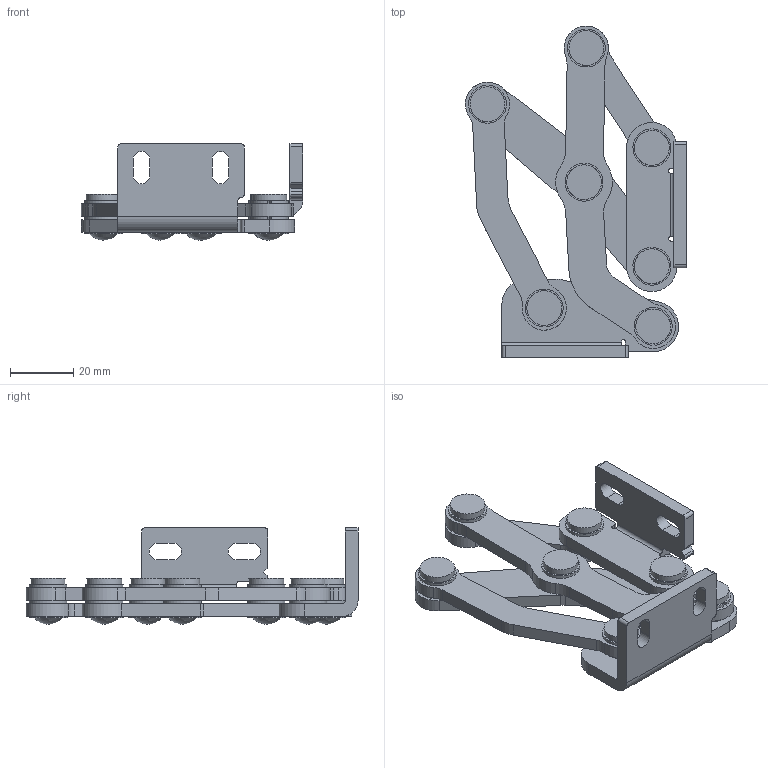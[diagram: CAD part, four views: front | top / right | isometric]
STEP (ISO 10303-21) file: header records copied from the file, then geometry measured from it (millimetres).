
FILE_DESCRIPTION(/* description */ ('STEP AP214'),/* implementation_level */ '2;1');
FILE_NAME(/* name */ 'Stainless Steel-Multiple-joint hinge GN 7237-NI-40-L-MT (closed)',/* time_stamp */ '2023-09-13T19:25:43+02:00',/* author */ ('License CC BY-ND 4.0'),/* organization */ ('CADENAS'),/* preprocessor_version */ 'ST-DEVELOPER v19.3',/* originating_system */ 'PARTsolutions',/* authorisation */ ' ');
FILE_SCHEMA (('AUTOMOTIVE_DESIGN {1 0 10303 214 3 1 1}'));
Length unit declared in the file: millimetre
Products named in the file (7): Stainless Steel-Multiple-joint hinge GN 7237-NI-40-L-MT (closed); Stainless Steel-Multiple-joint hinge GN 7237-NI-40-L-MT (closed)-5; Stainless Steel-Multiple-joint hinge GN 7237-NI-40-L-MT (closed)-6; Stainless Steel-Multiple-joint hinge GN 7237-NI-40-L-MT (closed)-2; Stainless Steel-Multiple-joint hinge GN 7237-NI-40-L-MT (closed)-4; Stainless Steel-Multiple-joint hinge GN 7237-NI-40-L-MT (closed)-3; Stainless Steel-Multiple-joint hinge GN 7237-NI-40-L-MT (closed)-1
Assembly tree (6 placements, depth 2):
  Stainless Steel-Multiple-joint hinge GN 7237-NI-40-L-MT (closed)
    Stainless Steel-Multiple-joint hinge GN 7237-NI-40-L-MT (closed)-5
    Stainless Steel-Multiple-joint hinge GN 7237-NI-40-L-MT (closed)-6
    Stainless Steel-Multiple-joint hinge GN 7237-NI-40-L-MT (closed)-2
    Stainless Steel-Multiple-joint hinge GN 7237-NI-40-L-MT (closed)-4
    Stainless Steel-Multiple-joint hinge GN 7237-NI-40-L-MT (closed)-3
    Stainless Steel-Multiple-joint hinge GN 7237-NI-40-L-MT (closed)-1
Bounding box: 70.05 x 105.13 x 30.5 mm (x, y, z)
Volume: 33746.4 mm3; surface area: 22876.6 mm2
Topology: 6 solids, 6 shells, 253 faces, 643 edges, 420 vertices
Faces by surface type: plane 133, cylinder 113, sphere 7
Full cylindrical faces by diameter (mm): 8 x14, 11 x7, 12 x7
Entity records: 8234 total; most frequent: DIRECTION 1358, CARTESIAN_POINT 1248, ORIENTED_EDGE 1176, EDGE_CURVE 588, AXIS2_PLACEMENT_3D 510, VERTEX_POINT 400, LINE 338, VECTOR 338
